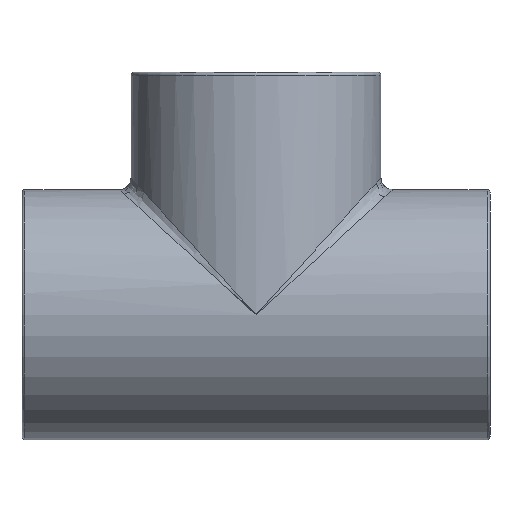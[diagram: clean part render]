
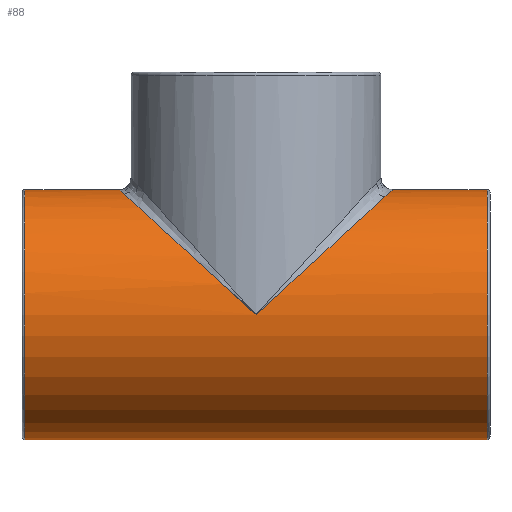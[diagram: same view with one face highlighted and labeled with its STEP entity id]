
A CAD part, front view. The second image highlights one B-rep face of the part: STEP entity #88.
In plain terms, the highlighted cylindrical face has radius 21.1 mm (diameter 42.2 mm), a partial arc.
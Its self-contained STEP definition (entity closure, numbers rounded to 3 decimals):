
#9 = EDGE_CURVE ( 'NONE', #14969, #14968, #14903, .T. ) ;
#10 = EDGE_CURVE ( 'NONE', #4666, #8813, #14199, .T. ) ;
#11 = EDGE_CURVE ( 'NONE', #8813, #4662, #14188, .T. ) ;
#12 = EDGE_CURVE ( 'NONE', #14980, #14978, #14915, .T. ) ;
#88 = ADVANCED_FACE ( 'NONE', ( #4909 ), #4913, .T. ) ;
#2266 = CARTESIAN_POINT ( 'NONE',  ( 39., 0., 21.1 ) ) ;
#2273 = CARTESIAN_POINT ( 'NONE',  ( 39., 0., -21.1 ) ) ;
#2279 = CARTESIAN_POINT ( 'NONE',  ( -39., 0., -21.1 ) ) ;
#2281 = CARTESIAN_POINT ( 'NONE',  ( -39., 0., 21.1 ) ) ;
#3769 = AXIS2_PLACEMENT_3D ( 'NONE', #4911, #4902, #4915 ) ;
#3885 = VECTOR ( 'NONE', #6975, 1000. ) ;
#3887 = VECTOR ( 'NONE', #6973, 1000. ) ;
#3889 = VECTOR ( 'NONE', #6986, 1000. ) ;
#4662 = VERTEX_POINT ( 'NONE', #4952 ) ;
#4666 = VERTEX_POINT ( 'NONE', #4956 ) ;
#4902 = DIRECTION ( 'NONE',  ( -1., 0., 0. ) ) ;
#4909 = FACE_OUTER_BOUND ( 'NONE', #8856, .T. ) ;
#4911 = CARTESIAN_POINT ( 'NONE',  ( -39.5, 0., 0. ) ) ;
#4913 = CYLINDRICAL_SURFACE ( 'NONE', #3769, 21.1 ) ;
#4915 = DIRECTION ( 'NONE',  ( 0., 0., 1. ) ) ;
#4952 = CARTESIAN_POINT ( 'NONE',  ( -23.1, 0., 21.1 ) ) ;
#4956 = CARTESIAN_POINT ( 'NONE',  ( 23.1, 0., 21.1 ) ) ;
#5212 = CARTESIAN_POINT ( 'NONE',  ( 0., -21.1, 0. ) ) ;
#6966 = LINE ( 'NONE', #6974, #3885 ) ;
#6971 = LINE ( 'NONE', #6972, #3887 ) ;
#6972 = CARTESIAN_POINT ( 'NONE',  ( -39.5, 0., -21.1 ) ) ;
#6973 = DIRECTION ( 'NONE',  ( -1., 0., 0. ) ) ;
#6974 = CARTESIAN_POINT ( 'NONE',  ( -39.5, 0., 21.1 ) ) ;
#6975 = DIRECTION ( 'NONE',  ( -1., 0., 0. ) ) ;
#6984 = LINE ( 'NONE', #6985, #3889 ) ;
#6985 = CARTESIAN_POINT ( 'NONE',  ( -39.5, 0., 21.1 ) ) ;
#6986 = DIRECTION ( 'NONE',  ( -1., 0., 0. ) ) ;
#8813 = VERTEX_POINT ( 'NONE', #5212 ) ;
#8856 = EDGE_LOOP ( 'NONE', ( #14285, #14286, #14287, #14288, #14289, #14290, #14291 ) ) ;
#11129 = EDGE_CURVE ( 'NONE', #14969, #14978, #6971, .T. ) ;
#11132 = EDGE_CURVE ( 'NONE', #4662, #14980, #6966, .T. ) ;
#11139 = EDGE_CURVE ( 'NONE', #14968, #4666, #6984, .T. ) ;
#12354 = CARTESIAN_POINT ( 'NONE',  ( 23.1, 0., 21.1 ) ) ;
#12367 = CARTESIAN_POINT ( 'NONE',  ( 0., -21.1, 0. ) ) ;
#12371 = CARTESIAN_POINT ( 'NONE',  ( 23.1, -12.36, 21.1 ) ) ;
#12372 = CARTESIAN_POINT ( 'NONE',  ( 39., 0., 0. ) ) ;
#12373 = DIRECTION ( 'NONE',  ( -1., 0., 0. ) ) ;
#12374 = DIRECTION ( 'NONE',  ( 0., 0., 1. ) ) ;
#12375 = CARTESIAN_POINT ( 'NONE',  ( 13.532, -21.1, 12.36 ) ) ;
#12376 = CARTESIAN_POINT ( 'NONE',  ( 0., -21.1, 0. ) ) ;
#12377 = CARTESIAN_POINT ( 'NONE',  ( -13.532, -21.1, 12.36 ) ) ;
#12378 = CARTESIAN_POINT ( 'NONE',  ( -23.1, -12.36, 21.1 ) ) ;
#12379 = CARTESIAN_POINT ( 'NONE',  ( -23.1, 0., 21.1 ) ) ;
#12381 = CARTESIAN_POINT ( 'NONE',  ( -39., 0., 0. ) ) ;
#12382 = DIRECTION ( 'NONE',  ( 1., 0., 0. ) ) ;
#12383 = DIRECTION ( 'NONE',  ( 0., 0., -1. ) ) ;
#14188 =( BOUNDED_CURVE ( )  B_SPLINE_CURVE ( 3, ( #12367, #12377, #12378, #12379 ),
 .UNSPECIFIED., .F., .T. ) 
 B_SPLINE_CURVE_WITH_KNOTS ( ( 4, 4 ),
 ( 4.712, 6.283 ),
 .UNSPECIFIED. ) 
 CURVE ( )  GEOMETRIC_REPRESENTATION_ITEM ( )  RATIONAL_B_SPLINE_CURVE ( ( 1., 0.805, 0.805, 1. ) ) 
 REPRESENTATION_ITEM ( '' )  );
#14199 =( BOUNDED_CURVE ( )  B_SPLINE_CURVE ( 3, ( #12354, #12371, #12375, #12376 ),
 .UNSPECIFIED., .F., .T. ) 
 B_SPLINE_CURVE_WITH_KNOTS ( ( 4, 4 ),
 ( 0., 1.571 ),
 .UNSPECIFIED. ) 
 CURVE ( )  GEOMETRIC_REPRESENTATION_ITEM ( )  RATIONAL_B_SPLINE_CURVE ( ( 1., 0.805, 0.805, 1. ) ) 
 REPRESENTATION_ITEM ( '' )  );
#14285 = ORIENTED_EDGE ( 'NONE', *, *, #11129, .F. ) ;
#14286 = ORIENTED_EDGE ( 'NONE', *, *, #9, .T. ) ;
#14287 = ORIENTED_EDGE ( 'NONE', *, *, #11139, .T. ) ;
#14288 = ORIENTED_EDGE ( 'NONE', *, *, #10, .T. ) ;
#14289 = ORIENTED_EDGE ( 'NONE', *, *, #11, .T. ) ;
#14290 = ORIENTED_EDGE ( 'NONE', *, *, #11132, .T. ) ;
#14291 = ORIENTED_EDGE ( 'NONE', *, *, #12, .T. ) ;
#14901 = AXIS2_PLACEMENT_3D ( 'NONE', #12381, #12382, #12383 ) ;
#14903 = CIRCLE ( 'NONE', #14911, 21.1 ) ;
#14911 = AXIS2_PLACEMENT_3D ( 'NONE', #12372, #12373, #12374 ) ;
#14915 = CIRCLE ( 'NONE', #14901, 21.1 ) ;
#14968 = VERTEX_POINT ( 'NONE', #2266 ) ;
#14969 = VERTEX_POINT ( 'NONE', #2273 ) ;
#14978 = VERTEX_POINT ( 'NONE', #2279 ) ;
#14980 = VERTEX_POINT ( 'NONE', #2281 ) ;
